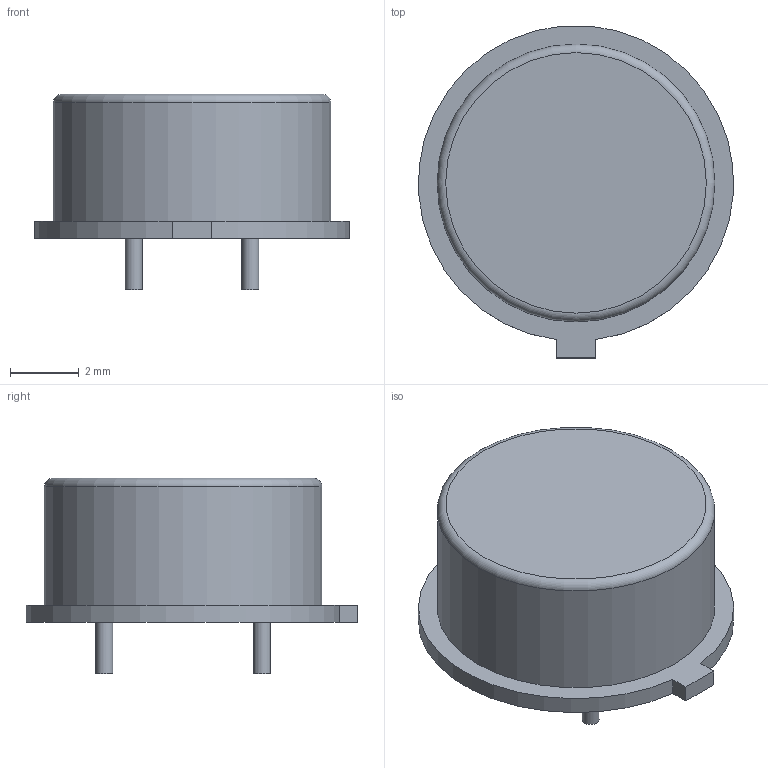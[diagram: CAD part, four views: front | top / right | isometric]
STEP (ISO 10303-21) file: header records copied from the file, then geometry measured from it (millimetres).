
FILE_DESCRIPTION( ( '' ), ' ' );
FILE_NAME( '5e98d34aaea482136ce3d146.step', '2020-04-16T21:51:06', ( '' ), ( '' ), ' ', ' ', ' ' );
FILE_SCHEMA( ( 'AUTOMOTIVE_DESIGN { 1 0 10303 214 1 1 1 1 }' ) );
Length unit declared in the file: metre
Products named in the file (1): Part 1
Bounding box: 9.18 x 9.68 x 5.7 mm (x, y, z)
Volume: 225 mm3; surface area: 249.9 mm2
Topology: 1 solids, 1 shells, 17 faces, 32 edges, 22 vertices
Faces by surface type: plane 10, cylinder 6, torus 1
Full cylindrical faces by diameter (mm): 0.5 x4, 8.1 x1
Entity records: 530 total; most frequent: DIRECTION 72, CARTESIAN_POINT 60, ORIENTED_EDGE 46, AXIS2_PLACEMENT_3D 31, EDGE_LOOP 28, FACE_OUTER_BOUND 23, EDGE_CURVE 23, VERTEX_POINT 19
